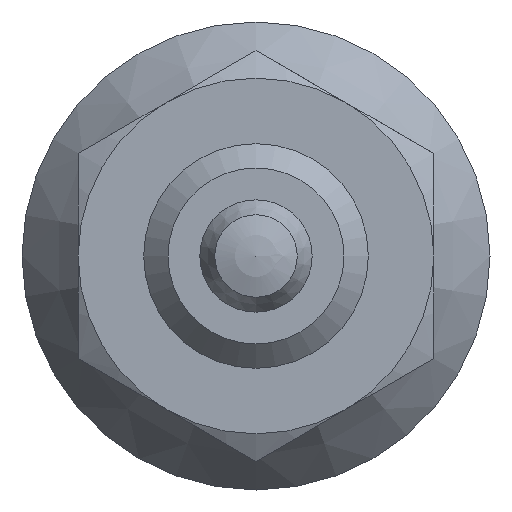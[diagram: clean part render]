
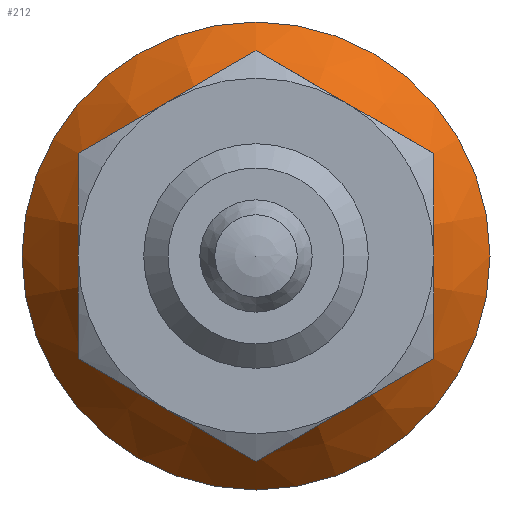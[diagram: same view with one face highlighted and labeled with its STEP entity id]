
A CAD part, front view. The second image highlights one B-rep face of the part: STEP entity #212.
In plain terms, the highlighted conical face has half-angle 36.6 degrees and reference radius 12.5 mm.
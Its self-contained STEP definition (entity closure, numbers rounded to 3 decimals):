
#212 = ADVANCED_FACE( '', ( #447, #448 ), #449, .T. );
#447 = FACE_BOUND( '', #690, .T. );
#448 = FACE_OUTER_BOUND( '', #691, .T. );
#449 = CONICAL_SURFACE( '', #692, 12.5, 0.639 );
#690 = EDGE_LOOP( '', ( #1225 ) );
#691 = EDGE_LOOP( '', ( #1226 ) );
#692 = AXIS2_PLACEMENT_3D( '', #1227, #1228, #1229 );
#1225 = ORIENTED_EDGE( '', *, *, #1537, .F. );
#1226 = ORIENTED_EDGE( '', *, *, #1534, .T. );
#1227 = CARTESIAN_POINT( '', ( 0., 15.9, 0. ) );
#1228 = DIRECTION( '', ( 0., 1., 0. ) );
#1229 = DIRECTION( '', ( 0., 0., 1. ) );
#1534 = EDGE_CURVE( '', #1858, #1858, #1859, .T. );
#1537 = EDGE_CURVE( '', #1863, #1863, #1864, .T. );
#1858 = VERTEX_POINT( '', #2440 );
#1859 = CIRCLE( '', #2441, 12.5 );
#1863 = VERTEX_POINT( '', #2445 );
#1864 = CIRCLE( '', #2446, 7. );
#2440 = CARTESIAN_POINT( '', ( 0., 15.9, -12.5 ) );
#2441 = AXIS2_PLACEMENT_3D( '', #2710, #2711, #2712 );
#2445 = CARTESIAN_POINT( '', ( 0., 8.494, -7. ) );
#2446 = AXIS2_PLACEMENT_3D( '', #2716, #2717, #2718 );
#2710 = CARTESIAN_POINT( '', ( 0., 15.9, 0. ) );
#2711 = DIRECTION( '', ( 0., -1., 0. ) );
#2712 = DIRECTION( '', ( 0., 0., -1. ) );
#2716 = CARTESIAN_POINT( '', ( 0., 8.494, 0. ) );
#2717 = DIRECTION( '', ( 0., -1., 0. ) );
#2718 = DIRECTION( '', ( 0., 0., -1. ) );
